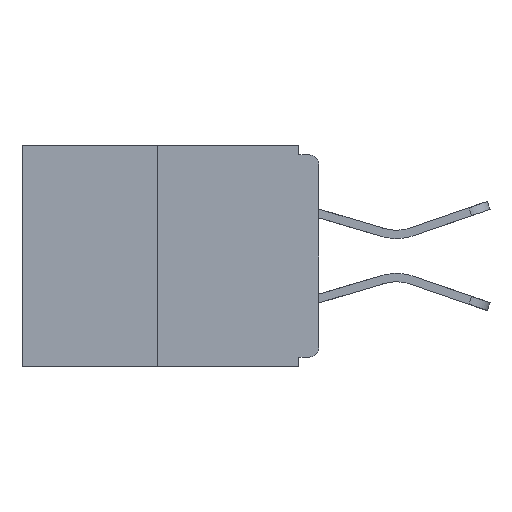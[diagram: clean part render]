
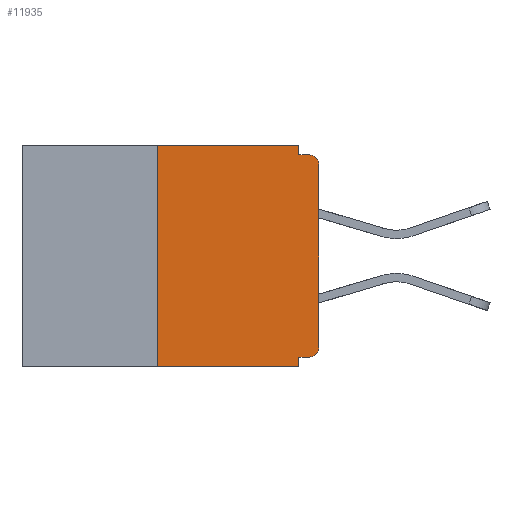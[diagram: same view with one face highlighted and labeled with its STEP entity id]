
A CAD part, left-side view. The second image highlights one B-rep face of the part: STEP entity #11935.
In plain terms, the highlighted planar face has unit normal (-1, 0, 0).
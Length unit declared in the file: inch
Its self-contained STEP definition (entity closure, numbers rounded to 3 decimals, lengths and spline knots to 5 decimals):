
#193 = CARTESIAN_POINT ( 'NONE',  ( 0., 0., -0.313 ) ) ;
#895 = CARTESIAN_POINT ( 'NONE',  ( 0., 0.031, -0.343 ) ) ;
#1213 = CARTESIAN_POINT ( 'NONE',  ( 0., 0.46, -0.343 ) ) ;
#1261 = VECTOR ( 'NONE', #12812, 39.37008 ) ;
#1486 = ORIENTED_EDGE ( 'NONE', *, *, #6166, .T. ) ;
#1751 = EDGE_CURVE ( 'NONE', #13868, #9119, #14318, .T. ) ;
#1774 = EDGE_CURVE ( 'NONE', #11838, #11505, #13012, .T. ) ;
#2075 = CARTESIAN_POINT ( 'NONE',  ( 0., 0.25, -0.343 ) ) ;
#2677 = DIRECTION ( 'NONE',  ( -1., 0., 0. ) ) ;
#2771 = CARTESIAN_POINT ( 'NONE',  ( 0., 0.015, -0.328 ) ) ;
#2797 = DIRECTION ( 'NONE',  ( -1., 0., 0. ) ) ;
#3240 = DIRECTION ( 'NONE',  ( 1., 0., 0. ) ) ;
#3460 = VERTEX_POINT ( 'NONE', #17577 ) ;
#3982 = CARTESIAN_POINT ( 'NONE',  ( 0., 0.031, -0.328 ) ) ;
#4340 = VECTOR ( 'NONE', #21059, 39.37008 ) ;
#4350 = EDGE_CURVE ( 'NONE', #19688, #16715, #20470, .T. ) ;
#5763 = DIRECTION ( 'NONE',  ( 0., 0., 1. ) ) ;
#6047 = DIRECTION ( 'NONE',  ( 0., 0., -1. ) ) ;
#6059 = CIRCLE ( 'NONE', #18257, 0.015 ) ;
#6108 = DIRECTION ( 'NONE',  ( 0., -1., 0. ) ) ;
#6166 = EDGE_CURVE ( 'NONE', #11505, #9119, #18974, .T. ) ;
#6398 = VERTEX_POINT ( 'NONE', #20315 ) ;
#6889 = VECTOR ( 'NONE', #14848, 39.37008 ) ;
#6977 = LINE ( 'NONE', #16927, #9132 ) ;
#7050 = CARTESIAN_POINT ( 'NONE',  ( 0., 0., -0.328 ) ) ;
#7592 = EDGE_LOOP ( 'NONE', ( #12436, #10504, #16841, #10399, #10260, #15526, #9013, #1486, #10090, #12661 ) ) ;
#7697 = DIRECTION ( 'NONE',  ( 0., 0., -1. ) ) ;
#8487 = CARTESIAN_POINT ( 'NONE',  ( 0., 0., -0.03 ) ) ;
#8691 = LINE ( 'NONE', #14060, #21195 ) ;
#8836 = DIRECTION ( 'NONE',  ( 0., 0., -1. ) ) ;
#8982 = EDGE_CURVE ( 'NONE', #9897, #6398, #10123, .T. ) ;
#9013 = ORIENTED_EDGE ( 'NONE', *, *, #1774, .T. ) ;
#9119 = VERTEX_POINT ( 'NONE', #12110 ) ;
#9132 = VECTOR ( 'NONE', #8836, 39.37008 ) ;
#9139 = EDGE_CURVE ( 'NONE', #17027, #9897, #8691, .T. ) ;
#9512 = VECTOR ( 'NONE', #17415, 39.37008 ) ;
#9616 = CARTESIAN_POINT ( 'NONE',  ( 0., 0., -0.015 ) ) ;
#9897 = VERTEX_POINT ( 'NONE', #18055 ) ;
#10090 = ORIENTED_EDGE ( 'NONE', *, *, #1751, .F. ) ;
#10123 = LINE ( 'NONE', #19842, #6889 ) ;
#10260 = ORIENTED_EDGE ( 'NONE', *, *, #4350, .F. ) ;
#10399 = ORIENTED_EDGE ( 'NONE', *, *, #21375, .F. ) ;
#10504 = ORIENTED_EDGE ( 'NONE', *, *, #9139, .F. ) ;
#11162 = CARTESIAN_POINT ( 'NONE',  ( 0., 0.031, -0.015 ) ) ;
#11505 = VERTEX_POINT ( 'NONE', #8487 ) ;
#11838 = VERTEX_POINT ( 'NONE', #193 ) ;
#11935 = ADVANCED_FACE ( 'NONE', ( #13284 ), #15234, .F. ) ;
#12110 = CARTESIAN_POINT ( 'NONE',  ( 0., 0.015, -0.015 ) ) ;
#12309 = EDGE_CURVE ( 'NONE', #6398, #13868, #6977, .T. ) ;
#12436 = ORIENTED_EDGE ( 'NONE', *, *, #8982, .F. ) ;
#12661 = ORIENTED_EDGE ( 'NONE', *, *, #12309, .F. ) ;
#12698 = CARTESIAN_POINT ( 'NONE',  ( 0., 0., 0. ) ) ;
#12812 = DIRECTION ( 'NONE',  ( 0., -1., 0. ) ) ;
#13012 = LINE ( 'NONE', #12698, #19003 ) ;
#13047 = CARTESIAN_POINT ( 'NONE',  ( 0., 0.015, -0.03 ) ) ;
#13284 = FACE_OUTER_BOUND ( 'NONE', #7592, .T. ) ;
#13616 = VECTOR ( 'NONE', #6108, 39.37008 ) ;
#13868 = VERTEX_POINT ( 'NONE', #11162 ) ;
#14060 = CARTESIAN_POINT ( 'NONE',  ( 0., 0.25, 0. ) ) ;
#14206 = LINE ( 'NONE', #895, #4340 ) ;
#14318 = LINE ( 'NONE', #9616, #1261 ) ;
#14435 = DIRECTION ( 'NONE',  ( 0., 0., 1. ) ) ;
#14848 = DIRECTION ( 'NONE',  ( 0., -1., 0. ) ) ;
#14928 = DIRECTION ( 'NONE',  ( 0., 0., -1. ) ) ;
#15234 = PLANE ( 'NONE',  #18550 ) ;
#15526 = ORIENTED_EDGE ( 'NONE', *, *, #20576, .T. ) ;
#15970 = EDGE_CURVE ( 'NONE', #17027, #3460, #21047, .T. ) ;
#15997 = CARTESIAN_POINT ( 'NONE',  ( 0., 0.015, -0.313 ) ) ;
#16715 = VERTEX_POINT ( 'NONE', #3982 ) ;
#16841 = ORIENTED_EDGE ( 'NONE', *, *, #15970, .T. ) ;
#16927 = CARTESIAN_POINT ( 'NONE',  ( 0., 0.031, 0. ) ) ;
#17027 = VERTEX_POINT ( 'NONE', #2075 ) ;
#17415 = DIRECTION ( 'NONE',  ( 0., 1., 0. ) ) ;
#17577 = CARTESIAN_POINT ( 'NONE',  ( 0., 0.031, -0.343 ) ) ;
#18055 = CARTESIAN_POINT ( 'NONE',  ( 0., 0.25, 0. ) ) ;
#18173 = CARTESIAN_POINT ( 'NONE',  ( 0., 0.46, 0. ) ) ;
#18257 = AXIS2_PLACEMENT_3D ( 'NONE', #15997, #2797, #7697 ) ;
#18550 = AXIS2_PLACEMENT_3D ( 'NONE', #18173, #3240, #14928 ) ;
#18974 = CIRCLE ( 'NONE', #19970, 0.015 ) ;
#19003 = VECTOR ( 'NONE', #14435, 39.37008 ) ;
#19688 = VERTEX_POINT ( 'NONE', #2771 ) ;
#19842 = CARTESIAN_POINT ( 'NONE',  ( 0., 0.46, 0. ) ) ;
#19970 = AXIS2_PLACEMENT_3D ( 'NONE', #13047, #2677, #6047 ) ;
#20315 = CARTESIAN_POINT ( 'NONE',  ( 0., 0.031, 0. ) ) ;
#20470 = LINE ( 'NONE', #7050, #9512 ) ;
#20576 = EDGE_CURVE ( 'NONE', #19688, #11838, #6059, .T. ) ;
#21047 = LINE ( 'NONE', #1213, #13616 ) ;
#21059 = DIRECTION ( 'NONE',  ( 0., 0., -1. ) ) ;
#21195 = VECTOR ( 'NONE', #5763, 39.37008 ) ;
#21375 = EDGE_CURVE ( 'NONE', #16715, #3460, #14206, .T. ) ;
